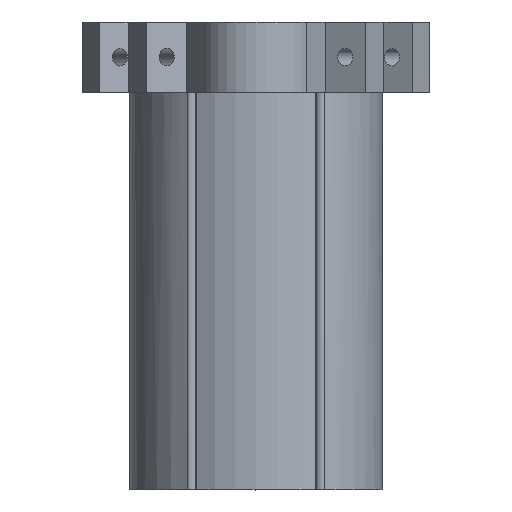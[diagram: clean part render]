
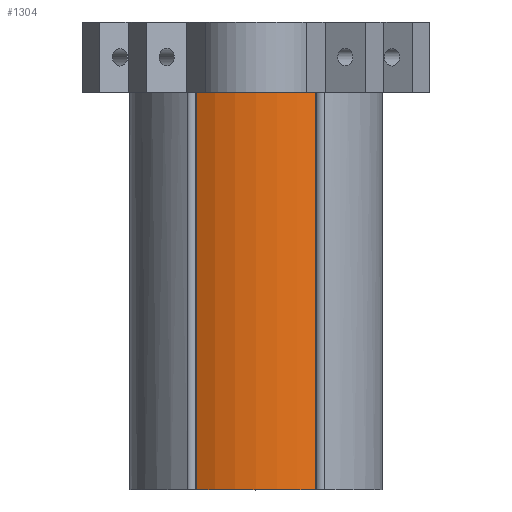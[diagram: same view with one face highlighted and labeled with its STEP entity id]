
A CAD part, top view. The second image highlights one B-rep face of the part: STEP entity #1304.
In plain terms, the highlighted cylindrical face has radius 10.2 mm (diameter 20.4 mm), a partial arc.
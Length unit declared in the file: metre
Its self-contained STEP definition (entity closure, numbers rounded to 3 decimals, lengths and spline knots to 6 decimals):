
#24=CYLINDRICAL_SURFACE('',#1407,0.0102);
#53=CIRCLE('',#1387,0.0102);
#62=CIRCLE('',#1408,0.0102);
#164=ORIENTED_EDGE('',*,*,#485,.F.);
#165=ORIENTED_EDGE('',*,*,#525,.F.);
#166=ORIENTED_EDGE('',*,*,#526,.T.);
#167=ORIENTED_EDGE('',*,*,#527,.T.);
#485=EDGE_CURVE('',#673,#656,#53,.T.);
#525=EDGE_CURVE('',#702,#673,#821,.T.);
#526=EDGE_CURVE('',#702,#703,#62,.T.);
#527=EDGE_CURVE('',#703,#656,#822,.T.);
#656=VERTEX_POINT('',#1878);
#673=VERTEX_POINT('',#1911);
#702=VERTEX_POINT('',#1991);
#703=VERTEX_POINT('',#1995);
#821=LINE('',#1992,#959);
#822=LINE('',#1996,#960);
#959=VECTOR('',#1598,1.);
#960=VECTOR('',#1603,1.);
#1073=EDGE_LOOP('',(#164,#165,#166,#167));
#1165=FACE_BOUND('',#1073,.T.);
#1304=ADVANCED_FACE('',(#1165),#24,.T.);
#1387=AXIS2_PLACEMENT_3D('',#1912,#1527,#1528);
#1407=AXIS2_PLACEMENT_3D('',#1993,#1599,#1600);
#1408=AXIS2_PLACEMENT_3D('',#1994,#1601,#1602);
#1527=DIRECTION('',(0.,-1.,0.));
#1528=DIRECTION('',(0.,0.,-1.));
#1598=DIRECTION('',(0.,-1.,0.));
#1599=DIRECTION('',(0.,-1.,0.));
#1600=DIRECTION('',(0.,0.,-1.));
#1601=DIRECTION('',(0.,-1.,0.));
#1602=DIRECTION('',(0.,0.,-1.));
#1603=DIRECTION('',(0.,-1.,0.));
#1878=CARTESIAN_POINT('',(-0.005094,0.,0.008837));
#1911=CARTESIAN_POINT('',(0.005106,0.,0.00883));
#1912=CARTESIAN_POINT('',(0.,0.,0.));
#1991=CARTESIAN_POINT('',(0.005106,0.034,0.00883));
#1992=CARTESIAN_POINT('',(0.005106,0.034,0.00883));
#1993=CARTESIAN_POINT('',(0.,0.034,0.));
#1994=CARTESIAN_POINT('',(0.,0.034,0.));
#1995=CARTESIAN_POINT('',(-0.005094,0.034,0.008837));
#1996=CARTESIAN_POINT('',(-0.005094,0.034,0.008837));
